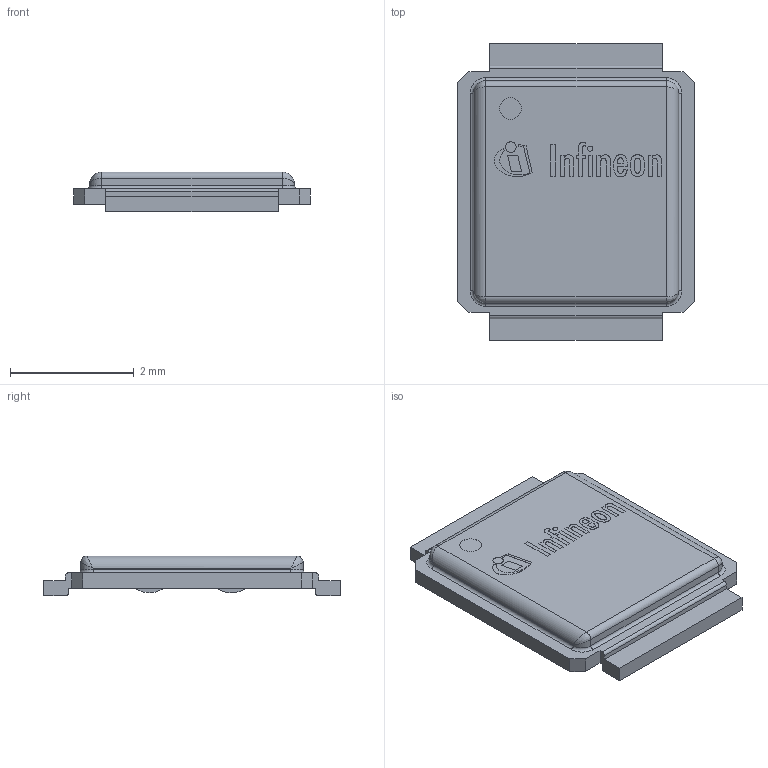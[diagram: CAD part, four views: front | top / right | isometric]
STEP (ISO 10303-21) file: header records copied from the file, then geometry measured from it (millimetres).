
FILE_DESCRIPTION(/* description */ (''),/* implementation_level */ '2;1');
FILE_NAME(/* name */ 'MG-WDSON-2-1.stp',/* time_stamp */ '2017-02-14T15:28:24+08:00',/* author */ ('guptavas'),/* organization */ (''),/* preprocessor_version */ 'ST-DEVELOPER v15.2',/* originating_system */ 'Autodesk Inventor 2014',/* authorisation */ '');
FILE_SCHEMA (('CONFIG_CONTROL_DESIGN'));
Length unit declared in the file: millimetre
Products named in the file (4): MG-WDSON-2-1_MOLD; MG-WDSON-2-1_LOGO; MG-WDSON-2-1_PIN_1; MG-WDSON-2-1
Assembly tree (3 placements, depth 2):
  MG-WDSON-2-1
    MG-WDSON-2-1_MOLD
    MG-WDSON-2-1_LOGO
    MG-WDSON-2-1_PIN_1
Bounding box: 3.83 x 4.8 x 0.65 mm (x, y, z)
Volume: 5.9 mm3; surface area: 47.9 mm2
Topology: 14 solids, 14 shells, 303 faces, 786 edges, 512 vertices
Faces by surface type: cylinder 164, plane 127, torus 8, bspline 4
Full cylindrical faces by diameter (mm): 0.083 x1, 0.171 x1, 0.35 x1
Entity records: 9571 total; most frequent: DIRECTION 1727, CARTESIAN_POINT 1677, ORIENTED_EDGE 1558, EDGE_CURVE 779, AXIS2_PLACEMENT_3D 642, VERTEX_POINT 512, LINE 443, VECTOR 443
